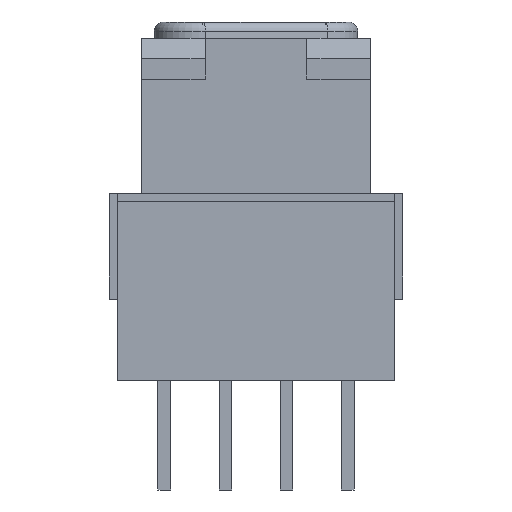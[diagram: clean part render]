
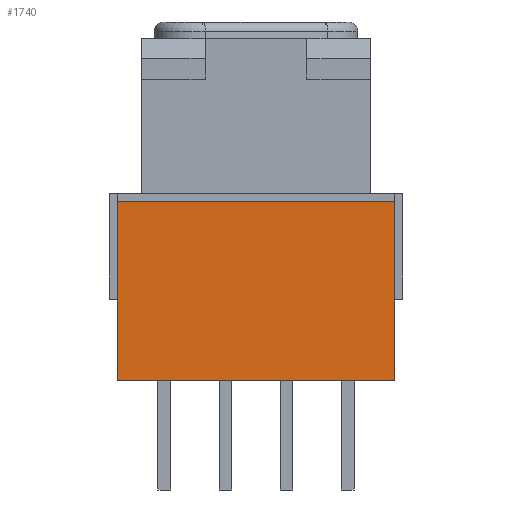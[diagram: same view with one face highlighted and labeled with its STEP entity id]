
A CAD part, left-side view. The second image highlights one B-rep face of the part: STEP entity #1740.
In plain terms, the highlighted planar face has unit normal (-1, 0, 0).
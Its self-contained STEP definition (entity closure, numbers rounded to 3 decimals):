
#1669=CARTESIAN_POINT('',(-26.162,4.318,0.));
#1670=VERTEX_POINT('',#1669);
#1677=CARTESIAN_POINT('',(-26.162,4.318,5.588));
#1678=VERTEX_POINT('',#1677);
#1679=CARTESIAN_POINT('',(-26.162,4.318,5.588));
#1680=DIRECTION('',(0.0,0.0,-1.0));
#1681=VECTOR('',#1680,5.588);
#1682=LINE('',#1679,#1681);
#1683=EDGE_CURVE('',#1678,#1670,#1682,.T.);
#1710=CARTESIAN_POINT('',(-26.162,-4.75,5.867));
#1711=DIRECTION('',(-1.0,0.0,0.0));
#1712=DIRECTION('',(0.0,-1.0,0.0));
#1713=AXIS2_PLACEMENT_3D('',#1710,#1711,#1712);
#1714=PLANE('',#1713);
#1715=ORIENTED_EDGE('',*,*,#1683,.T.);
#1716=CARTESIAN_POINT('',(-26.162,-4.318,0.));
#1717=VERTEX_POINT('',#1716);
#1718=CARTESIAN_POINT('',(-26.162,4.318,0.));
#1719=DIRECTION('',(0.0,-1.0,0.0));
#1720=VECTOR('',#1719,8.636);
#1721=LINE('',#1718,#1720);
#1722=EDGE_CURVE('',#1670,#1717,#1721,.T.);
#1723=ORIENTED_EDGE('',*,*,#1722,.T.);
#1724=CARTESIAN_POINT('',(-26.162,-4.318,5.588));
#1725=VERTEX_POINT('',#1724);
#1726=CARTESIAN_POINT('',(-26.162,-4.318,5.588));
#1727=DIRECTION('',(0.0,0.0,-1.0));
#1728=VECTOR('',#1727,5.588);
#1729=LINE('',#1726,#1728);
#1730=EDGE_CURVE('',#1725,#1717,#1729,.T.);
#1731=ORIENTED_EDGE('',*,*,#1730,.F.);
#1732=CARTESIAN_POINT('',(-26.162,-4.318,5.588));
#1733=DIRECTION('',(0.0,1.0,0.0));
#1734=VECTOR('',#1733,8.636);
#1735=LINE('',#1732,#1734);
#1736=EDGE_CURVE('',#1725,#1678,#1735,.T.);
#1737=ORIENTED_EDGE('',*,*,#1736,.T.);
#1738=EDGE_LOOP('',(#1715,#1723,#1731,#1737));
#1739=FACE_OUTER_BOUND('',#1738,.T.);
#1740=ADVANCED_FACE('',(#1739),#1714,.T.);
